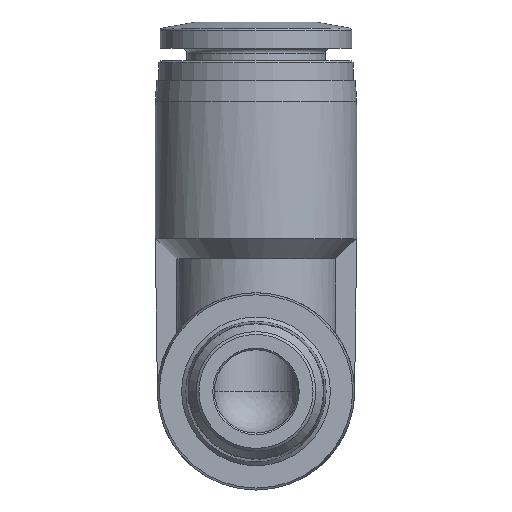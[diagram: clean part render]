
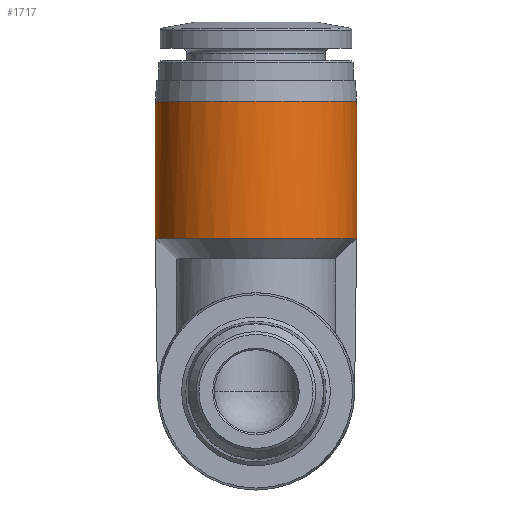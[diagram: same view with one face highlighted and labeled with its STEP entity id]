
A CAD part, front view. The second image highlights one B-rep face of the part: STEP entity #1717.
In plain terms, the highlighted cylindrical face has radius 7.25 mm (diameter 14.5 mm), a full revolution.
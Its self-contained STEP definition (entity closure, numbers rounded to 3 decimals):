
#33=CYLINDRICAL_SURFACE('',#1838,7.25);
#297=ORIENTED_EDGE('',*,*,#577,.F.);
#298=ORIENTED_EDGE('',*,*,#578,.F.);
#299=ORIENTED_EDGE('',*,*,#579,.F.);
#300=ORIENTED_EDGE('',*,*,#553,.F.);
#301=ORIENTED_EDGE('',*,*,#580,.F.);
#302=ORIENTED_EDGE('',*,*,#581,.F.);
#303=ORIENTED_EDGE('',*,*,#576,.T.);
#553=EDGE_CURVE('',#691,#692,#774,.T.);
#576=EDGE_CURVE('',#714,#714,#788,.T.);
#577=EDGE_CURVE('',#715,#716,#789,.T.);
#578=EDGE_CURVE('',#717,#715,#790,.T.);
#579=EDGE_CURVE('',#692,#717,#791,.T.);
#580=EDGE_CURVE('',#718,#691,#792,.T.);
#581=EDGE_CURVE('',#716,#718,#793,.T.);
#691=VERTEX_POINT('',#2504);
#692=VERTEX_POINT('',#2506);
#714=VERTEX_POINT('',#2580);
#715=VERTEX_POINT('',#2583);
#716=VERTEX_POINT('',#2584);
#717=VERTEX_POINT('',#2586);
#718=VERTEX_POINT('',#2589);
#774=CIRCLE('',#1811,7.25);
#788=CIRCLE('',#1837,7.25);
#789=CIRCLE('',#1839,7.25);
#790=CIRCLE('',#1840,7.25);
#791=CIRCLE('',#1841,7.25);
#792=CIRCLE('',#1842,7.25);
#793=CIRCLE('',#1843,7.25);
#875=EDGE_LOOP('',(#297,#298,#299,#300,#301,#302));
#876=EDGE_LOOP('',(#303));
#997=FACE_BOUND('',#875,.T.);
#998=FACE_BOUND('',#876,.T.);
#1717=ADVANCED_FACE('',(#997,#998),#33,.T.);
#1811=AXIS2_PLACEMENT_3D('',#2505,#2031,#2032);
#1837=AXIS2_PLACEMENT_3D('',#2579,#2087,#2088);
#1838=AXIS2_PLACEMENT_3D('',#2581,#2089,#2090);
#1839=AXIS2_PLACEMENT_3D('',#2582,#2091,#2092);
#1840=AXIS2_PLACEMENT_3D('',#2585,#2093,#2094);
#1841=AXIS2_PLACEMENT_3D('',#2587,#2095,#2096);
#1842=AXIS2_PLACEMENT_3D('',#2588,#2097,#2098);
#1843=AXIS2_PLACEMENT_3D('',#2590,#2099,#2100);
#2031=DIRECTION('',(0.,0.,-1.));
#2032=DIRECTION('',(-1.,0.,0.));
#2087=DIRECTION('',(0.,0.,-1.));
#2088=DIRECTION('',(-1.,0.,0.));
#2089=DIRECTION('',(0.,0.,-1.));
#2090=DIRECTION('',(-1.,0.,0.));
#2091=DIRECTION('',(0.,0.,-1.));
#2092=DIRECTION('',(-1.,0.,0.));
#2093=DIRECTION('',(0.,0.,-1.));
#2094=DIRECTION('',(-1.,0.,0.));
#2095=DIRECTION('',(0.,0.,-1.));
#2096=DIRECTION('',(-1.,0.,0.));
#2097=DIRECTION('',(0.,0.,-1.));
#2098=DIRECTION('',(-1.,0.,0.));
#2099=DIRECTION('',(0.,0.,-1.));
#2100=DIRECTION('',(-1.,0.,0.));
#2504=CARTESIAN_POINT('',(7.206,-24.4,11.));
#2505=CARTESIAN_POINT('',(0.,-23.6,11.));
#2506=CARTESIAN_POINT('',(-7.206,-24.4,11.));
#2579=CARTESIAN_POINT('',(0.,-23.6,20.9));
#2580=CARTESIAN_POINT('',(-7.25,-23.6,20.9));
#2581=CARTESIAN_POINT('',(0.,-23.6,0.));
#2582=CARTESIAN_POINT('',(0.,-23.6,11.));
#2583=CARTESIAN_POINT('',(-7.206,-22.8,11.));
#2584=CARTESIAN_POINT('',(7.206,-22.8,11.));
#2585=CARTESIAN_POINT('',(0.,-23.6,11.));
#2586=CARTESIAN_POINT('',(-7.25,-23.6,11.));
#2587=CARTESIAN_POINT('',(0.,-23.6,11.));
#2588=CARTESIAN_POINT('',(0.,-23.6,11.));
#2589=CARTESIAN_POINT('',(7.25,-23.6,11.));
#2590=CARTESIAN_POINT('',(0.,-23.6,11.));
